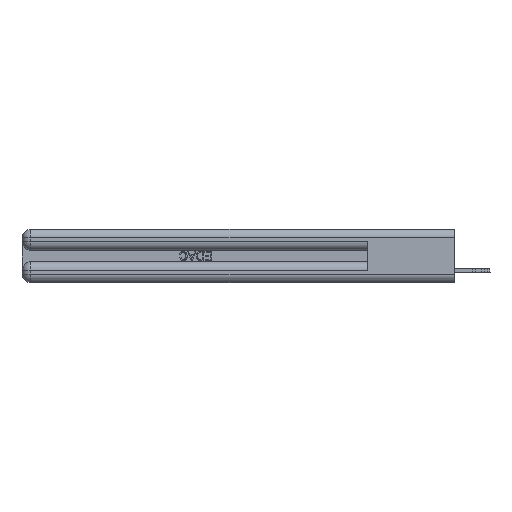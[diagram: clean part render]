
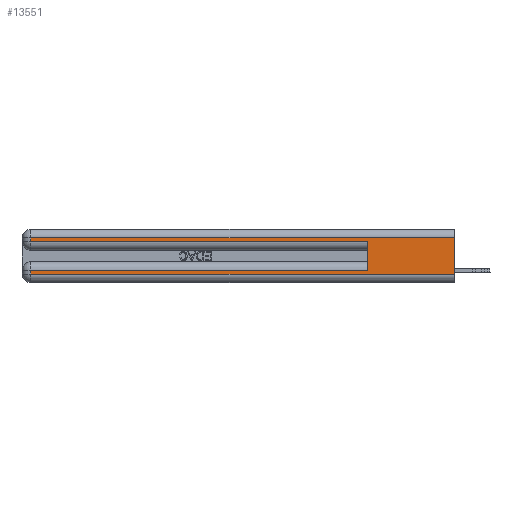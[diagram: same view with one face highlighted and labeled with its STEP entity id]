
A CAD part, left-side view. The second image highlights one B-rep face of the part: STEP entity #13551.
In plain terms, the highlighted planar face has unit normal (-1, 0, 0).
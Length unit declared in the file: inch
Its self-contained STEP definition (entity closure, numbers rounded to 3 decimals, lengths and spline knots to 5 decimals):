
#283 = VECTOR ( 'NONE', #31939, 39.37008 ) ;
#968 = ORIENTED_EDGE ( 'NONE', *, *, #29268, .T. ) ;
#1520 = LINE ( 'NONE', #35948, #283 ) ;
#1558 = VERTEX_POINT ( 'NONE', #50015 ) ;
#2423 = CARTESIAN_POINT ( 'NONE',  ( 0., 2.94, 0.37 ) ) ;
#3247 = ORIENTED_EDGE ( 'NONE', *, *, #7659, .T. ) ;
#4687 = CARTESIAN_POINT ( 'NONE',  ( 0., 0., 0.37 ) ) ;
#4837 = DIRECTION ( 'NONE',  ( 1., 0., 0. ) ) ;
#4883 = LINE ( 'NONE', #24297, #12187 ) ;
#5920 = LINE ( 'NONE', #39956, #39135 ) ;
#7011 = CARTESIAN_POINT ( 'NONE',  ( 0., 0., 0.31 ) ) ;
#7405 = ORIENTED_EDGE ( 'NONE', *, *, #17200, .T. ) ;
#7659 = EDGE_CURVE ( 'NONE', #29721, #48446, #37997, .T. ) ;
#7825 = ORIENTED_EDGE ( 'NONE', *, *, #43916, .T. ) ;
#8516 = CARTESIAN_POINT ( 'NONE',  ( 0., 0., 0.06 ) ) ;
#8919 = ORIENTED_EDGE ( 'NONE', *, *, #44095, .F. ) ;
#9085 = CARTESIAN_POINT ( 'NONE',  ( 0., 2.94, 0.085 ) ) ;
#9238 = CARTESIAN_POINT ( 'NONE',  ( 0., 0.6, 0.145 ) ) ;
#9627 = DIRECTION ( 'NONE',  ( 0., 0., -1. ) ) ;
#10210 = LINE ( 'NONE', #46612, #53343 ) ;
#11463 = VECTOR ( 'NONE', #48505, 39.37008 ) ;
#12187 = VECTOR ( 'NONE', #28322, 39.37008 ) ;
#13382 = VECTOR ( 'NONE', #50584, 39.37008 ) ;
#13551 = ADVANCED_FACE ( 'NONE', ( #32279 ), #21254, .F. ) ;
#15207 = EDGE_CURVE ( 'NONE', #48446, #42937, #40583, .T. ) ;
#17200 = EDGE_CURVE ( 'NONE', #20346, #1558, #19457, .T. ) ;
#17238 = CARTESIAN_POINT ( 'NONE',  ( 0., 2.94, 0.31 ) ) ;
#18764 = EDGE_CURVE ( 'NONE', #19580, #20346, #1520, .T. ) ;
#19457 = LINE ( 'NONE', #2423, #50629 ) ;
#19580 = VERTEX_POINT ( 'NONE', #47865 ) ;
#20346 = VERTEX_POINT ( 'NONE', #9085 ) ;
#20455 = DIRECTION ( 'NONE',  ( 0., 0., -1. ) ) ;
#21254 = PLANE ( 'NONE',  #24640 ) ;
#22360 = ORIENTED_EDGE ( 'NONE', *, *, #18764, .T. ) ;
#24297 = CARTESIAN_POINT ( 'NONE',  ( 0., 0., 0.06 ) ) ;
#24640 = AXIS2_PLACEMENT_3D ( 'NONE', #4687, #4837, #42359 ) ;
#27973 = CARTESIAN_POINT ( 'NONE',  ( 0., 0.6, 0.285 ) ) ;
#28322 = DIRECTION ( 'NONE',  ( 0., -1., 0. ) ) ;
#28887 = VECTOR ( 'NONE', #20455, 39.37008 ) ;
#29160 = EDGE_LOOP ( 'NONE', ( #50887, #3247, #48107, #968, #8919, #22360, #7405, #7825 ) ) ;
#29268 = EDGE_CURVE ( 'NONE', #42937, #40382, #5920, .T. ) ;
#29721 = VERTEX_POINT ( 'NONE', #34574 ) ;
#31939 = DIRECTION ( 'NONE',  ( 0., 1., 0. ) ) ;
#32279 = FACE_OUTER_BOUND ( 'NONE', #29160, .T. ) ;
#34574 = CARTESIAN_POINT ( 'NONE',  ( 0., 0., 0.31 ) ) ;
#35948 = CARTESIAN_POINT ( 'NONE',  ( 0., 0., 0.085 ) ) ;
#35980 = DIRECTION ( 'NONE',  ( 0., -1., 0. ) ) ;
#36661 = EDGE_CURVE ( 'NONE', #29721, #44687, #10210, .T. ) ;
#37997 = LINE ( 'NONE', #7011, #11463 ) ;
#39135 = VECTOR ( 'NONE', #35980, 39.37008 ) ;
#39956 = CARTESIAN_POINT ( 'NONE',  ( 0., 0., 0.285 ) ) ;
#40382 = VERTEX_POINT ( 'NONE', #27973 ) ;
#40583 = LINE ( 'NONE', #52328, #28887 ) ;
#40833 = LINE ( 'NONE', #9238, #13382 ) ;
#42359 = DIRECTION ( 'NONE',  ( 0., 0., -1. ) ) ;
#42937 = VERTEX_POINT ( 'NONE', #47795 ) ;
#43916 = EDGE_CURVE ( 'NONE', #1558, #44687, #4883, .T. ) ;
#44095 = EDGE_CURVE ( 'NONE', #19580, #40382, #40833, .T. ) ;
#44687 = VERTEX_POINT ( 'NONE', #8516 ) ;
#46612 = CARTESIAN_POINT ( 'NONE',  ( 0., 0., 0.37 ) ) ;
#47795 = CARTESIAN_POINT ( 'NONE',  ( 0., 2.94, 0.285 ) ) ;
#47865 = CARTESIAN_POINT ( 'NONE',  ( 0., 0.6, 0.085 ) ) ;
#48107 = ORIENTED_EDGE ( 'NONE', *, *, #15207, .T. ) ;
#48446 = VERTEX_POINT ( 'NONE', #17238 ) ;
#48505 = DIRECTION ( 'NONE',  ( 0., 1., 0. ) ) ;
#50015 = CARTESIAN_POINT ( 'NONE',  ( 0., 2.94, 0.06 ) ) ;
#50584 = DIRECTION ( 'NONE',  ( 0., 0., 1. ) ) ;
#50629 = VECTOR ( 'NONE', #52770, 39.37008 ) ;
#50887 = ORIENTED_EDGE ( 'NONE', *, *, #36661, .F. ) ;
#52328 = CARTESIAN_POINT ( 'NONE',  ( 0., 2.94, 0.37 ) ) ;
#52770 = DIRECTION ( 'NONE',  ( 0., 0., -1. ) ) ;
#53343 = VECTOR ( 'NONE', #9627, 39.37008 ) ;
